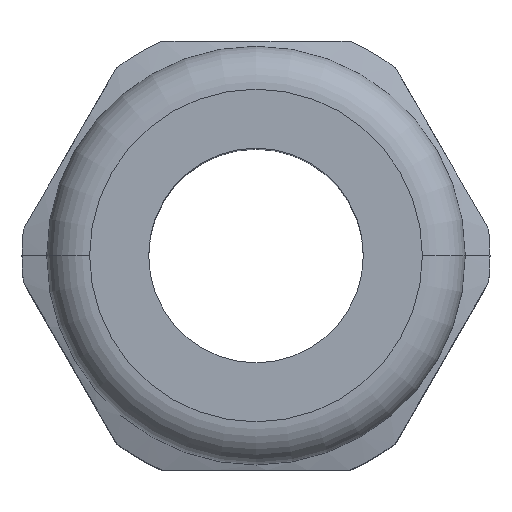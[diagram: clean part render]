
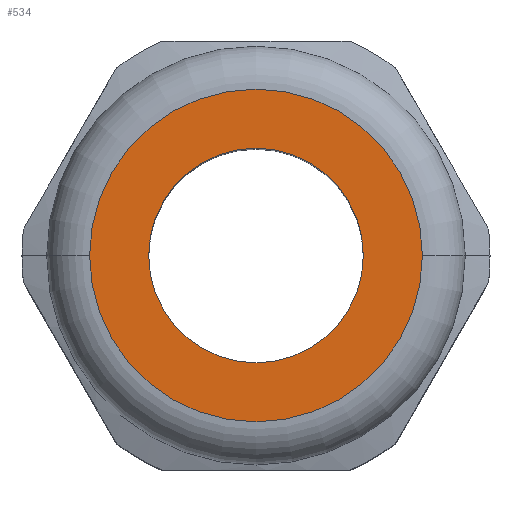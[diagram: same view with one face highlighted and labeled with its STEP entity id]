
A CAD part, top view. The second image highlights one B-rep face of the part: STEP entity #534.
In plain terms, the highlighted planar face has unit normal (0, 0, 1).
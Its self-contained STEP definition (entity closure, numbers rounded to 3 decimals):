
#110 = EDGE_CURVE ( 'NONE', #1104, #1097, #437, .T. ) ;
#111 = EDGE_CURVE ( 'NONE', #1073, #1103, #436, .T. ) ;
#242 = DIRECTION ( 'NONE',  ( 1., 0., 0. ) ) ;
#243 = DIRECTION ( 'NONE',  ( 0., 0., 1. ) ) ;
#244 = CARTESIAN_POINT ( 'NONE',  ( 0., 0., 28. ) ) ;
#321 = DIRECTION ( 'NONE',  ( 1., 0., 0. ) ) ;
#322 = DIRECTION ( 'NONE',  ( 0., 0., 1. ) ) ;
#323 = CARTESIAN_POINT ( 'NONE',  ( 0., 0., 28. ) ) ;
#324 = DIRECTION ( 'NONE',  ( 1., 0., 0. ) ) ;
#325 = DIRECTION ( 'NONE',  ( 0., 0., 1. ) ) ;
#329 = CARTESIAN_POINT ( 'NONE',  ( 0., 0., 28. ) ) ;
#418 = CIRCLE ( 'NONE', #881, 7.75 ) ;
#428 = CIRCLE ( 'NONE', #1624, 5. ) ;
#436 = CIRCLE ( 'NONE', #1581, 5. ) ;
#437 = CIRCLE ( 'NONE', #1617, 7.75 ) ;
#465 = EDGE_CURVE ( 'NONE', #1103, #1073, #428, .T. ) ;
#516 = EDGE_CURVE ( 'NONE', #1097, #1104, #418, .T. ) ;
#534 = ADVANCED_FACE ( 'NONE', ( #865, #860 ), #1225, .T. ) ;
#619 = EDGE_LOOP ( 'NONE', ( #720, #718 ) ) ;
#620 = EDGE_LOOP ( 'NONE', ( #721, #717 ) ) ;
#717 = ORIENTED_EDGE ( 'NONE', *, *, #110, .T. ) ;
#718 = ORIENTED_EDGE ( 'NONE', *, *, #465, .F. ) ;
#720 = ORIENTED_EDGE ( 'NONE', *, *, #111, .F. ) ;
#721 = ORIENTED_EDGE ( 'NONE', *, *, #516, .T. ) ;
#858 = AXIS2_PLACEMENT_3D ( 'NONE', #1224, #1223, #1222 ) ;
#860 = FACE_OUTER_BOUND ( 'NONE', #620, .T. ) ;
#865 = FACE_BOUND ( 'NONE', #619, .T. ) ;
#881 = AXIS2_PLACEMENT_3D ( 'NONE', #1285, #1278, #1277 ) ;
#1073 = VERTEX_POINT ( 'NONE', #1493 ) ;
#1097 = VERTEX_POINT ( 'NONE', #1517 ) ;
#1103 = VERTEX_POINT ( 'NONE', #1523 ) ;
#1104 = VERTEX_POINT ( 'NONE', #1524 ) ;
#1222 = DIRECTION ( 'NONE',  ( 1., 0., 0. ) ) ;
#1223 = DIRECTION ( 'NONE',  ( 0., 0., 1. ) ) ;
#1224 = CARTESIAN_POINT ( 'NONE',  ( 0., 0., 28. ) ) ;
#1225 = PLANE ( 'NONE',  #858 ) ;
#1277 = DIRECTION ( 'NONE',  ( 1., 0., 0. ) ) ;
#1278 = DIRECTION ( 'NONE',  ( 0., 0., 1. ) ) ;
#1285 = CARTESIAN_POINT ( 'NONE',  ( 0., 0., 28. ) ) ;
#1493 = CARTESIAN_POINT ( 'NONE',  ( 5., 0., 28. ) ) ;
#1517 = CARTESIAN_POINT ( 'NONE',  ( 7.75, 0., 28. ) ) ;
#1523 = CARTESIAN_POINT ( 'NONE',  ( -5., 0., 28. ) ) ;
#1524 = CARTESIAN_POINT ( 'NONE',  ( -7.75, 0., 28. ) ) ;
#1581 = AXIS2_PLACEMENT_3D ( 'NONE', #323, #322, #321 ) ;
#1617 = AXIS2_PLACEMENT_3D ( 'NONE', #329, #325, #324 ) ;
#1624 = AXIS2_PLACEMENT_3D ( 'NONE', #244, #243, #242 ) ;
